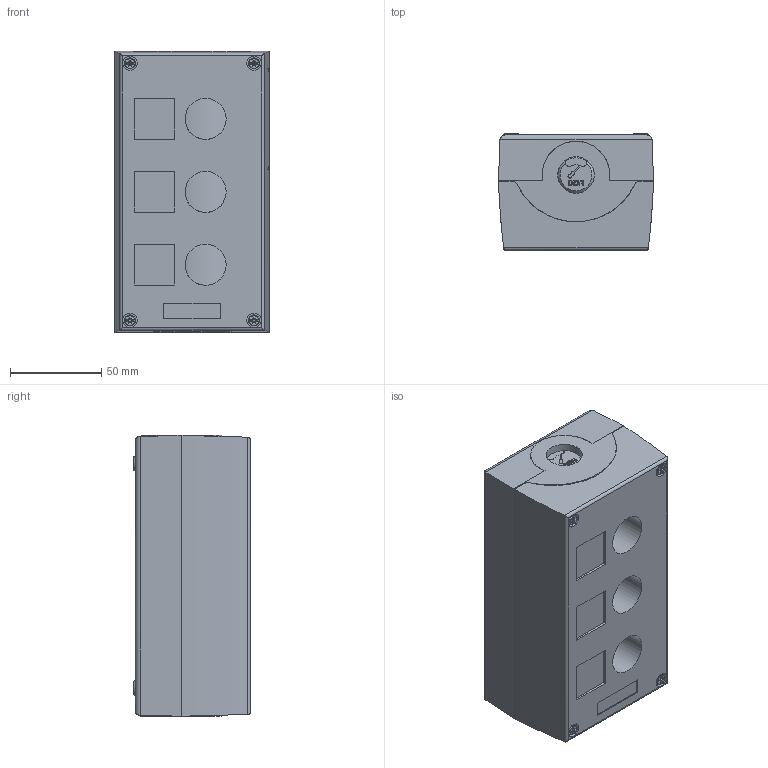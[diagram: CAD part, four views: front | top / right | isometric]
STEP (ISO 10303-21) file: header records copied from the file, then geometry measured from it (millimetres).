
FILE_DESCRIPTION( ( 'Unknown' ), '1' );
FILE_NAME( '3094_45-450.1801.stp', 'Unknown', ( 'Unknown' ), ( 'Unknown' ), 'PSStep 15.0.49', 'Unknown', ' ' );
FILE_SCHEMA( ( 'AUTOMOTIVE_DESIGN { 1 0 10303 214 1 1 1 1 }' ) );
Length unit declared in the file: millimetre
Products named in the file (1): 0
Bounding box: 85.04 x 64 x 154.2 mm (x, y, z)
Volume: 726421.4 mm3; surface area: 76840.5 mm2
Topology: 1 solids, 2 shells, 394 faces, 1042 edges, 692 vertices
Faces by surface type: plane 205, cylinder 116, extrusion 46, cone 22, torus 4, sphere 1
Full cylindrical faces by diameter (mm): 4.63 x4, 7.8 x4, 13 x1, 20 x3, 22.5 x3
Entity records: 21579 total; most frequent: CARTESIAN_POINT 3893, ORIENTED_EDGE 2006, DIRECTION 1830, STYLED_ITEM 1397, PRESENTATION_STYLE_ASSIGNMENT 1397, COLOUR_RGB 1397, EDGE_CURVE 1003, CURVE_STYLE 1003
